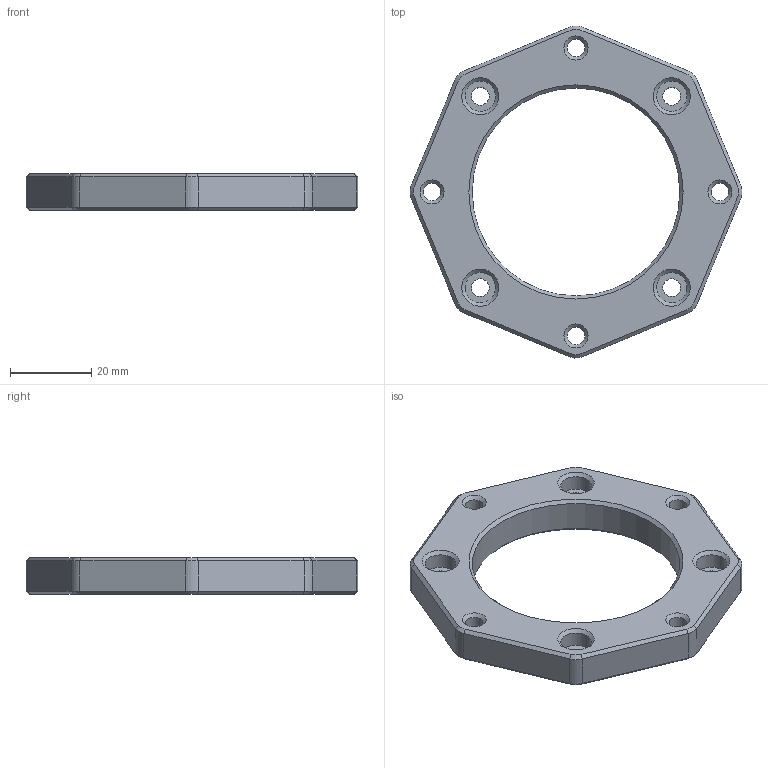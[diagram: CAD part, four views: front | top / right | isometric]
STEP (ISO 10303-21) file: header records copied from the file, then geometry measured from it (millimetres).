
FILE_DESCRIPTION(('FreeCAD Model'),'2;1');
FILE_NAME('Open CASCADE Shape Model','2022-02-16T16:57:11',('Jens Dyvik' ),('DyvikDesign'),'Open CASCADE STEP processor 7.5','FreeCAD', 'Unknown');
FILE_SCHEMA(('AUTOMOTIVE_DESIGN { 1 0 10303 214 1 1 1 1 }'));
Length unit declared in the file: millimetre
Products named in the file (1): Body
Bounding box: 81.52 x 81.52 x 9 mm (x, y, z)
Volume: 22651 mm3; surface area: 9588.4 mm2
Topology: 1 solids, 1 shells, 85 faces, 187 edges, 108 vertices
Faces by surface type: cone 34, plane 30, cylinder 21
Full cylindrical faces by diameter (mm): 4.3 x4, 4.35 x4, 7.5 x4, 51 x1
Entity records: 4797 total; most frequent: DIRECTION 805, CARTESIAN_POINT 779, LINE 443, VECTOR 443, ORIENTED_EDGE 374, PCURVE 374, DEFINITIONAL_REPRESENTATION 374, EDGE_CURVE 187
